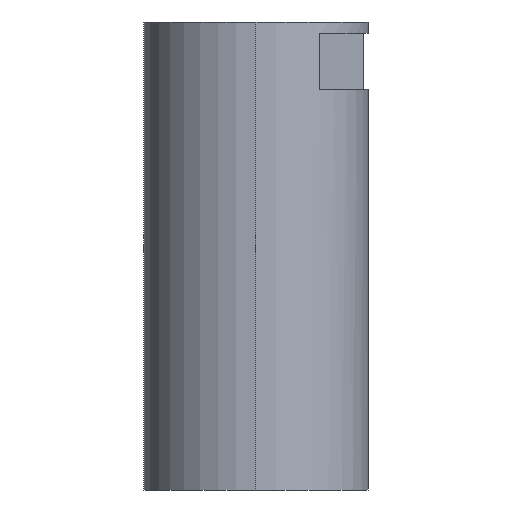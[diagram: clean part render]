
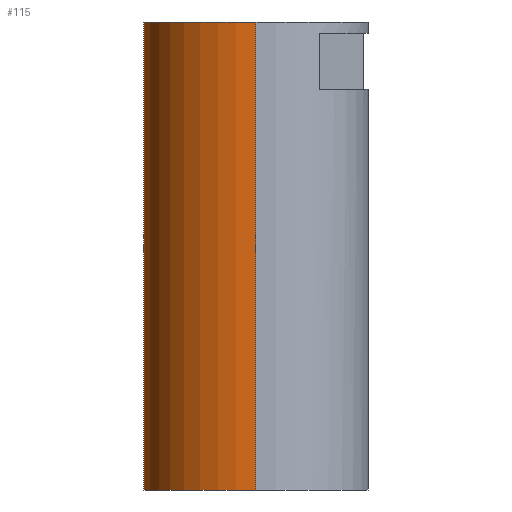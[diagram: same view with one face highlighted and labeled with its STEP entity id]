
A CAD part, left-side view. The second image highlights one B-rep face of the part: STEP entity #115.
In plain terms, the highlighted cylindrical face has radius 30 mm (diameter 60 mm), a partial arc.
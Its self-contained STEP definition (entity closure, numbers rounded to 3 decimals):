
#20 = AXIS2_PLACEMENT_3D ( 'NONE', #98, #422, #289 ) ;
#44 = DIRECTION ( 'NONE',  ( 1., 0., 0. ) ) ;
#48 = CARTESIAN_POINT ( 'NONE',  ( 0., 0., 0. ) ) ;
#61 = CARTESIAN_POINT ( 'NONE',  ( 30., 0., 0. ) ) ;
#72 = VERTEX_POINT ( 'NONE', #337 ) ;
#87 = ORIENTED_EDGE ( 'NONE', *, *, #214, .F. ) ;
#98 = CARTESIAN_POINT ( 'NONE',  ( 0., 0., 125. ) ) ;
#103 = AXIS2_PLACEMENT_3D ( 'NONE', #48, #212, #44 ) ;
#110 = EDGE_CURVE ( 'NONE', #72, #447, #463, .T. ) ;
#115 = ADVANCED_FACE ( 'NONE', ( #189 ), #249, .T. ) ;
#141 = DIRECTION ( 'NONE',  ( 0., 0., 1. ) ) ;
#157 = AXIS2_PLACEMENT_3D ( 'NONE', #366, #141, #219 ) ;
#164 = EDGE_CURVE ( 'NONE', #233, #194, #481, .T. ) ;
#169 = LINE ( 'NONE', #260, #207 ) ;
#189 = FACE_OUTER_BOUND ( 'NONE', #280, .T. ) ;
#194 = VERTEX_POINT ( 'NONE', #300 ) ;
#199 = EDGE_CURVE ( 'NONE', #194, #447, #169, .T. ) ;
#207 = VECTOR ( 'NONE', #298, 1000. ) ;
#212 = DIRECTION ( 'NONE',  ( 0., 0., 1. ) ) ;
#214 = EDGE_CURVE ( 'NONE', #233, #72, #285, .T. ) ;
#219 = DIRECTION ( 'NONE',  ( 1., 0., 0. ) ) ;
#222 = CARTESIAN_POINT ( 'NONE',  ( 30., 0., 0. ) ) ;
#233 = VERTEX_POINT ( 'NONE', #222 ) ;
#249 = CYLINDRICAL_SURFACE ( 'NONE', #103, 30. ) ;
#260 = CARTESIAN_POINT ( 'NONE',  ( -30., 0., 0. ) ) ;
#280 = EDGE_LOOP ( 'NONE', ( #438, #401, #323, #87 ) ) ;
#285 = LINE ( 'NONE', #61, #304 ) ;
#289 = DIRECTION ( 'NONE',  ( 1., 0., 0. ) ) ;
#292 = CARTESIAN_POINT ( 'NONE',  ( -30., 0., 125. ) ) ;
#298 = DIRECTION ( 'NONE',  ( 0., 0., 1. ) ) ;
#300 = CARTESIAN_POINT ( 'NONE',  ( -30., 0., 0. ) ) ;
#304 = VECTOR ( 'NONE', #396, 1000. ) ;
#323 = ORIENTED_EDGE ( 'NONE', *, *, #110, .F. ) ;
#337 = CARTESIAN_POINT ( 'NONE',  ( 30., 0., 125. ) ) ;
#366 = CARTESIAN_POINT ( 'NONE',  ( 0., 0., 0. ) ) ;
#396 = DIRECTION ( 'NONE',  ( 0., 0., 1. ) ) ;
#401 = ORIENTED_EDGE ( 'NONE', *, *, #199, .T. ) ;
#422 = DIRECTION ( 'NONE',  ( 0., 0., 1. ) ) ;
#438 = ORIENTED_EDGE ( 'NONE', *, *, #164, .T. ) ;
#447 = VERTEX_POINT ( 'NONE', #292 ) ;
#463 = CIRCLE ( 'NONE', #20, 30. ) ;
#481 = CIRCLE ( 'NONE', #157, 30. ) ;
